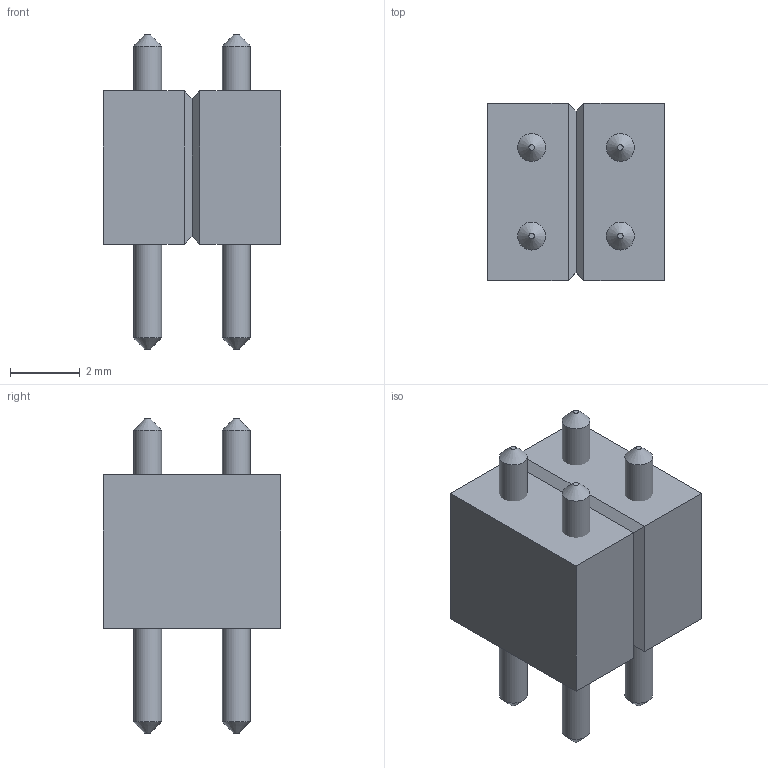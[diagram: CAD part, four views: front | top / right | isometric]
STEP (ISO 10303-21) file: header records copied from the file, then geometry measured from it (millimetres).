
FILE_DESCRIPTION(('FreeCAD Model'),'2;1');
FILE_NAME('492226.1.1.stp','2024-02-22T15:24:25',( 'Author'),(''),'Open CASCADE STEP processor 6.9','FreeCAD','Unknown' );
FILE_SCHEMA(('AUTOMOTIVE_DESIGN { 1 0 10303 214 1 1 1 1 }'));
Length unit declared in the file: millimetre
Products named in the file (3): ASSEMBLY; Body; LeadsArray
Assembly tree (2 placements, depth 2):
  ASSEMBLY
    Body
    LeadsArray
Bounding box: 5.08 x 5.08 x 9 mm (x, y, z)
Volume: 130 mm3; surface area: 233.6 mm2
Topology: 5 solids, 5 shells, 38 faces, 64 edges, 36 vertices
Faces by surface type: plane 26, cone 8, cylinder 4
Full cylindrical faces by diameter (mm): 0.8 x4
Entity records: 1751 total; most frequent: CARTESIAN_POINT 301, DIRECTION 258, LINE 136, VECTOR 136, ORIENTED_EDGE 128, PCURVE 128, DEFINITIONAL_REPRESENTATION 128, EDGE_CURVE 64
